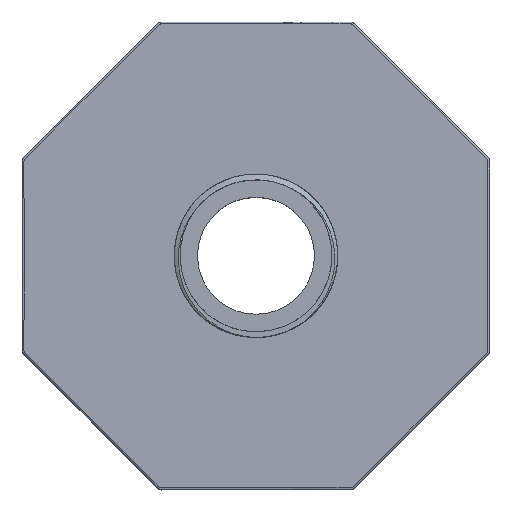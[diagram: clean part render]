
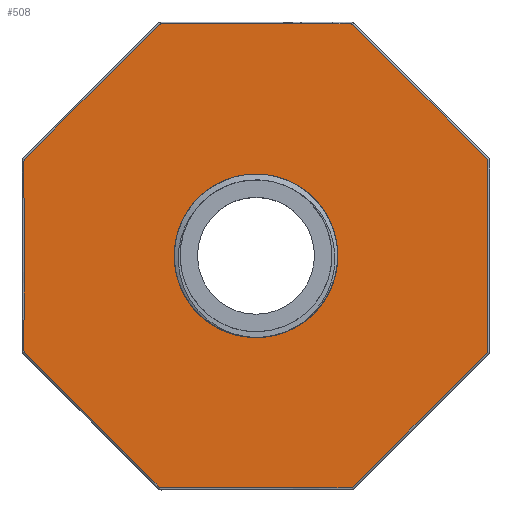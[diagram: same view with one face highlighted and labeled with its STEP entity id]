
A CAD part, top view. The second image highlights one B-rep face of the part: STEP entity #508.
In plain terms, the highlighted planar face has unit normal (0, 0, 1).
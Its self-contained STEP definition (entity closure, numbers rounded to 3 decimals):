
#326=PLANE('',#5129);
#508=ADVANCED_FACE('',(#1506,#1507),#326,.F.);
#1458=CIRCLE('',#5127,20.955);
#1459=CIRCLE('',#5128,19.476);
#1506=FACE_BOUND('',#1572,.T.);
#1507=FACE_BOUND('',#1573,.T.);
#1572=EDGE_LOOP('',(#2088));
#1573=EDGE_LOOP('',(#2089,#2090,#2091,#2092));
#2088=ORIENTED_EDGE('',*,*,#4050,.T.);
#2089=ORIENTED_EDGE('',*,*,#4051,.F.);
#2090=ORIENTED_EDGE('',*,*,#4052,.F.);
#2091=ORIENTED_EDGE('',*,*,#4053,.F.);
#2092=ORIENTED_EDGE('',*,*,#4054,.T.);
#3556=VERTEX_POINT('',#7638);
#3557=VERTEX_POINT('',#7649);
#3558=VERTEX_POINT('',#7650);
#3559=VERTEX_POINT('',#7652);
#3560=VERTEX_POINT('',#7663);
#4050=EDGE_CURVE('',#3556,#3556,#4776,.T.);
#4051=EDGE_CURVE('',#3557,#3558,#4777,.T.);
#4052=EDGE_CURVE('',#3559,#3557,#1458,.T.);
#4053=EDGE_CURVE('',#3560,#3559,#4778,.T.);
#4054=EDGE_CURVE('',#3560,#3558,#1459,.T.);
#4776=B_SPLINE_CURVE_WITH_KNOTS('',3,(#7549,#7550,#7551,#7552,#7553,#7554,
#7555,#7556,#7557,#7558,#7559,#7560,#7561,#7562,#7563,#7564,#7565,#7566,
#7567,#7568,#7569,#7570,#7571,#7572,#7573,#7574,#7575,#7576,#7577,#7578,
#7579,#7580,#7581,#7582,#7583,#7584,#7585,#7586,#7587,#7588,#7589,#7590,
#7591,#7592,#7593,#7594,#7595,#7596,#7597,#7598,#7599,#7600,#7601,#7602,
#7603,#7604,#7605,#7606,#7607,#7608,#7609,#7610,#7611,#7612,#7613,#7614,
#7615,#7616,#7617,#7618,#7619,#7620,#7621,#7622,#7623,#7624,#7625,#7626,
#7627,#7628,#7629,#7630,#7631,#7632,#7633,#7634,#7635,#7636,#7637),
 .UNSPECIFIED.,.T.,.F.,(2,2,1,1,1,1,1,2,2,2,1,1,1,1,1,1,1,1,2,2,2,1,1,1,
1,1,2,2,2,1,1,1,1,2,2,1,1,1,1,1,1,1,1,1,2,2,1,1,1,1,1,2,2,2,1,1,1,1,2,2,
2,1,1,1,1,1,2,2,1,1),(-0.002,0.,0.063,0.094,
0.109,0.117,0.121,0.123,
0.125,0.127,0.129,0.133,
0.141,0.156,0.188,0.219,
0.234,0.242,0.246,0.25,
0.252,0.254,0.258,0.266,
0.281,0.313,0.375,0.377,
0.379,0.383,0.391,0.406,
0.438,0.5,0.502,0.504,
0.508,0.516,0.531,0.563,
0.594,0.609,0.617,0.621,0.623,
0.625,0.688,0.719,0.734,
0.742,0.746,0.748,0.749,
0.75,0.813,0.844,0.859,
0.867,0.871,0.873,0.875,
0.938,0.969,0.984,0.992,0.996,
0.998,1.,1.063,1.094),.UNSPECIFIED.);
#4777=B_SPLINE_CURVE_WITH_KNOTS('',3,(#7639,#7640,#7641,#7642,#7643,#7644,
#7645,#7646,#7647,#7648),.UNSPECIFIED.,.F.,.F.,(4,2,2,2,4),(0.,0.25,0.5,
0.75,1.),.UNSPECIFIED.);
#4778=B_SPLINE_CURVE_WITH_KNOTS('',3,(#7653,#7654,#7655,#7656,#7657,#7658,
#7659,#7660,#7661,#7662),.UNSPECIFIED.,.F.,.F.,(4,2,2,2,4),(0.,0.25,0.5,
0.75,1.),.UNSPECIFIED.);
#5127=AXIS2_PLACEMENT_3D('',#7651,#5355,#5356);
#5128=AXIS2_PLACEMENT_3D('',#7664,#5357,#5358);
#5129=AXIS2_PLACEMENT_3D('',#7665,#5359,#5360);
#5355=DIRECTION('',(0.,0.,1.));
#5356=DIRECTION('',(1.,0.,0.));
#5357=DIRECTION('',(0.,0.,-1.));
#5358=DIRECTION('',(-1.,0.,0.));
#5359=DIRECTION('',(0.,0.,-1.));
#5360=DIRECTION('',(-1.,0.,0.));
#7549=CARTESIAN_POINT('',(-608.521,195.767,6.));
#7550=CARTESIAN_POINT('',(-614.5,189.788,6.));
#7551=CARTESIAN_POINT('',(-623.197,181.091,6.));
#7552=CARTESIAN_POINT('',(-633.343,170.945,6.));
#7553=CARTESIAN_POINT('',(-638.416,165.872,6.));
#7554=CARTESIAN_POINT('',(-640.952,163.336,6.));
#7555=CARTESIAN_POINT('',(-642.221,162.067,6.));
#7556=CARTESIAN_POINT('',(-642.764,161.524,6.));
#7557=CARTESIAN_POINT('',(-643.126,161.161,6.));
#7558=CARTESIAN_POINT('',(-643.365,161.,6.));
#7559=CARTESIAN_POINT('',(-643.443,160.494,6.));
#7560=CARTESIAN_POINT('',(-643.41,160.236,6.));
#7561=CARTESIAN_POINT('',(-643.41,159.726,6.));
#7562=CARTESIAN_POINT('',(-643.41,158.96,6.));
#7563=CARTESIAN_POINT('',(-643.41,157.173,6.));
#7564=CARTESIAN_POINT('',(-643.41,153.6,6.));
#7565=CARTESIAN_POINT('',(-643.41,146.453,6.));
#7566=CARTESIAN_POINT('',(-643.41,136.243,6.));
#7567=CARTESIAN_POINT('',(-643.41,126.033,6.));
#7568=CARTESIAN_POINT('',(-643.41,118.885,6.));
#7569=CARTESIAN_POINT('',(-643.41,115.312,6.));
#7570=CARTESIAN_POINT('',(-643.41,113.78,6.));
#7571=CARTESIAN_POINT('',(-643.41,112.759,6.));
#7572=CARTESIAN_POINT('',(-643.463,112.247,6.));
#7573=CARTESIAN_POINT('',(-643.379,111.484,6.));
#7574=CARTESIAN_POINT('',(-643.142,111.318,6.));
#7575=CARTESIAN_POINT('',(-642.785,110.961,6.));
#7576=CARTESIAN_POINT('',(-642.249,110.426,6.));
#7577=CARTESIAN_POINT('',(-641.,109.176,6.));
#7578=CARTESIAN_POINT('',(-638.5,106.677,6.));
#7579=CARTESIAN_POINT('',(-633.502,101.678,6.));
#7580=CARTESIAN_POINT('',(-623.505,91.681,6.));
#7581=CARTESIAN_POINT('',(-614.936,83.112,6.));
#7582=CARTESIAN_POINT('',(-609.044,77.221,6.));
#7583=CARTESIAN_POINT('',(-608.873,77.035,6.));
#7584=CARTESIAN_POINT('',(-608.501,76.693,6.));
#7585=CARTESIAN_POINT('',(-608.204,76.732,6.));
#7586=CARTESIAN_POINT('',(-607.423,76.732,6.));
#7587=CARTESIAN_POINT('',(-605.861,76.732,6.));
#7588=CARTESIAN_POINT('',(-602.217,76.732,6.));
#7589=CARTESIAN_POINT('',(-594.93,76.732,6.));
#7590=CARTESIAN_POINT('',(-580.355,76.732,6.));
#7591=CARTESIAN_POINT('',(-567.862,76.732,6.));
#7592=CARTESIAN_POINT('',(-559.273,76.732,6.));
#7593=CARTESIAN_POINT('',(-559.074,76.923,6.));
#7594=CARTESIAN_POINT('',(-558.707,77.289,6.));
#7595=CARTESIAN_POINT('',(-558.158,77.839,6.));
#7596=CARTESIAN_POINT('',(-556.875,79.121,6.));
#7597=CARTESIAN_POINT('',(-554.31,81.686,6.));
#7598=CARTESIAN_POINT('',(-549.181,86.816,6.));
#7599=CARTESIAN_POINT('',(-541.852,94.144,6.));
#7600=CARTESIAN_POINT('',(-534.524,101.472,6.));
#7601=CARTESIAN_POINT('',(-529.394,106.602,6.));
#7602=CARTESIAN_POINT('',(-526.829,109.167,6.));
#7603=CARTESIAN_POINT('',(-525.547,110.45,6.));
#7604=CARTESIAN_POINT('',(-524.997,110.999,6.));
#7605=CARTESIAN_POINT('',(-524.631,111.366,6.));
#7606=CARTESIAN_POINT('',(-524.41,111.559,6.));
#7607=CARTESIAN_POINT('',(-524.41,120.062,6.));
#7608=CARTESIAN_POINT('',(-524.41,132.428,6.));
#7609=CARTESIAN_POINT('',(-524.41,146.856,6.));
#7610=CARTESIAN_POINT('',(-524.41,154.071,6.));
#7611=CARTESIAN_POINT('',(-524.41,157.678,6.));
#7612=CARTESIAN_POINT('',(-524.41,159.481,6.));
#7613=CARTESIAN_POINT('',(-524.41,160.254,6.));
#7614=CARTESIAN_POINT('',(-524.41,160.64,6.));
#7615=CARTESIAN_POINT('',(-524.404,160.775,6.));
#7616=CARTESIAN_POINT('',(-524.517,161.005,6.));
#7617=CARTESIAN_POINT('',(-524.622,161.09,6.));
#7618=CARTESIAN_POINT('',(-530.573,167.041,6.));
#7619=CARTESIAN_POINT('',(-539.363,175.831,6.));
#7620=CARTESIAN_POINT('',(-549.618,186.086,6.));
#7621=CARTESIAN_POINT('',(-554.746,191.213,6.));
#7622=CARTESIAN_POINT('',(-557.309,193.777,6.));
#7623=CARTESIAN_POINT('',(-558.408,194.876,6.));
#7624=CARTESIAN_POINT('',(-558.957,195.425,6.));
#7625=CARTESIAN_POINT('',(-559.118,195.669,6.));
#7626=CARTESIAN_POINT('',(-559.621,195.774,6.));
#7627=CARTESIAN_POINT('',(-559.875,195.732,6.));
#7628=CARTESIAN_POINT('',(-568.23,195.732,6.));
#7629=CARTESIAN_POINT('',(-580.382,195.732,6.));
#7630=CARTESIAN_POINT('',(-594.559,195.732,6.));
#7631=CARTESIAN_POINT('',(-601.648,195.732,6.));
#7632=CARTESIAN_POINT('',(-605.193,195.732,6.));
#7633=CARTESIAN_POINT('',(-606.965,195.732,6.));
#7634=CARTESIAN_POINT('',(-607.724,195.732,6.));
#7635=CARTESIAN_POINT('',(-608.231,195.732,6.));
#7636=CARTESIAN_POINT('',(-608.521,195.767,6.));
#7637=CARTESIAN_POINT('',(-614.5,189.788,6.));
#7638=CARTESIAN_POINT('',(-608.702,195.586,6.));
#7639=CARTESIAN_POINT('',(-600.275,149.32,6.));
#7640=CARTESIAN_POINT('',(-602.402,146.469,6.));
#7641=CARTESIAN_POINT('',(-603.766,143.128,6.));
#7642=CARTESIAN_POINT('',(-604.688,136.079,6.));
#7643=CARTESIAN_POINT('',(-604.216,132.472,6.));
#7644=CARTESIAN_POINT('',(-601.556,125.975,6.));
#7645=CARTESIAN_POINT('',(-599.361,123.071,6.));
#7646=CARTESIAN_POINT('',(-593.714,118.745,6.));
#7647=CARTESIAN_POINT('',(-590.361,117.38,6.));
#7648=CARTESIAN_POINT('',(-586.825,116.975,6.));
#7649=CARTESIAN_POINT('',(-600.275,149.32,6.));
#7650=CARTESIAN_POINT('',(-586.825,116.975,6.));
#7651=CARTESIAN_POINT('',(-583.91,136.232,6.));
#7652=CARTESIAN_POINT('',(-588.331,156.715,6.));
#7653=CARTESIAN_POINT('',(-565.372,130.26,6.));
#7654=CARTESIAN_POINT('',(-564.16,133.605,6.));
#7655=CARTESIAN_POINT('',(-563.886,137.213,6.));
#7656=CARTESIAN_POINT('',(-565.243,144.203,6.));
#7657=CARTESIAN_POINT('',(-566.861,147.454,6.));
#7658=CARTESIAN_POINT('',(-571.495,152.736,6.));
#7659=CARTESIAN_POINT('',(-574.537,154.774,6.));
#7660=CARTESIAN_POINT('',(-581.222,157.075,6.));
#7661=CARTESIAN_POINT('',(-584.833,157.348,6.));
#7662=CARTESIAN_POINT('',(-588.331,156.715,6.));
#7663=CARTESIAN_POINT('',(-565.372,130.26,6.));
#7664=CARTESIAN_POINT('',(-583.91,136.232,6.));
#7665=CARTESIAN_POINT('',(-578.928,76.232,6.));
